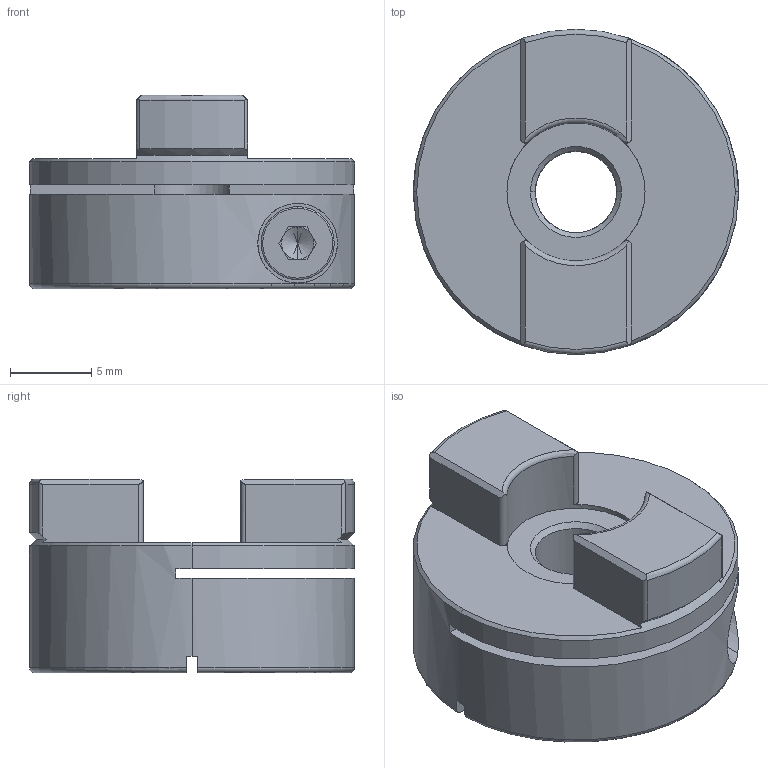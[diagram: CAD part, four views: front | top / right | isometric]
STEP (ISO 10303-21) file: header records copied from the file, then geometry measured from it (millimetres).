
FILE_DESCRIPTION (( 'STEP AP203' ), '1' );
FILE_NAME ('SOH-20C-5.step', '2021-04-15T12:47:27', ( '' ), ( '' ), 'SwSTEP 2.0', 'SolidWorks 2021', '' );
FILE_SCHEMA (( 'CONFIG_CONTROL_DESIGN' ));
Length unit declared in the file: millimetre
Products named in the file (1): SOH-20C-5
Bounding box: 20 x 20 x 11.9 mm (x, y, z)
Volume: 2456.9 mm3; surface area: 2083.7 mm2
Topology: 2 solids, 2 shells, 99 faces, 256 edges, 161 vertices
Faces by surface type: plane 40, cylinder 33, cone 14, torus 12
Entity records: 3507 total; most frequent: CARTESIAN_POINT 1043, ORIENTED_EDGE 508, DIRECTION 498, EDGE_CURVE 254, AXIS2_PLACEMENT_3D 196, VERTEX_POINT 161, EDGE_LOOP 107, VECTOR 106
